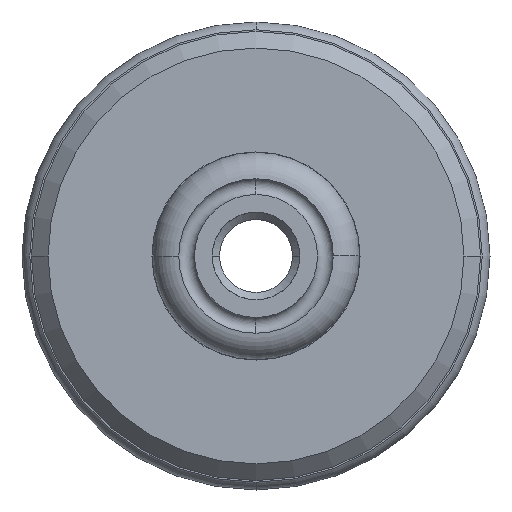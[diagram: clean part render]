
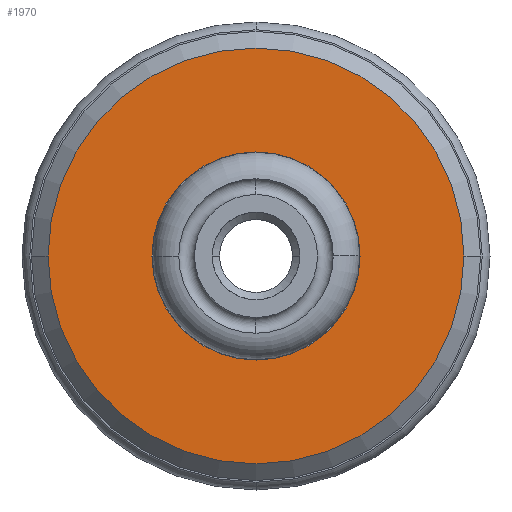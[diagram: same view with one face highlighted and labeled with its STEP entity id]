
A CAD part, left-side view. The second image highlights one B-rep face of the part: STEP entity #1970.
In plain terms, the highlighted planar face has unit normal (-1, 0, 0).
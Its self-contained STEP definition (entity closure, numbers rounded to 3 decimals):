
#908=CARTESIAN_POINT('',(-14.16,0.,0.));
#909=DIRECTION('',(-1.,0.,0.));
#910=DIRECTION('',(0.,-1.,0.));
#911=AXIS2_PLACEMENT_3D('',#908,#909,#910);
#913=CARTESIAN_POINT('',(-14.16,0.,0.));
#914=DIRECTION('',(-1.,0.,0.));
#915=DIRECTION('',(0.,1.,0.));
#916=AXIS2_PLACEMENT_3D('',#913,#914,#915);
#918=CARTESIAN_POINT('',(-14.16,0.,0.));
#919=DIRECTION('',(1.,0.,0.));
#920=DIRECTION('',(0.,1.,0.));
#921=AXIS2_PLACEMENT_3D('',#918,#919,#920);
#923=CARTESIAN_POINT('',(-14.16,0.,0.));
#924=DIRECTION('',(1.,0.,0.));
#925=DIRECTION('',(0.,-1.,0.));
#926=AXIS2_PLACEMENT_3D('',#923,#924,#925);
#1010=CARTESIAN_POINT('',(-14.16,-9.513,0.));
#1011=CARTESIAN_POINT('',(-14.16,9.513,0.));
#1012=VERTEX_POINT('',#1010);
#1013=VERTEX_POINT('',#1011);
#1098=CARTESIAN_POINT('',(-14.16,4.76,0.));
#1099=CARTESIAN_POINT('',(-14.16,-4.76,0.));
#1100=VERTEX_POINT('',#1098);
#1101=VERTEX_POINT('',#1099);
#1954=CARTESIAN_POINT('',(-14.16,0.,0.));
#1955=DIRECTION('',(-1.,0.,0.));
#1956=DIRECTION('',(0.,1.,0.));
#1957=AXIS2_PLACEMENT_3D('',#1954,#1955,#1956);
#1958=PLANE('',#1957);
#1960=ORIENTED_EDGE('',*,*,#1959,.F.);
#1961=ORIENTED_EDGE('',*,*,#1944,.F.);
#1962=EDGE_LOOP('',(#1960,#1961));
#1963=FACE_OUTER_BOUND('',#1962,.F.);
#1965=ORIENTED_EDGE('',*,*,#1964,.F.);
#1967=ORIENTED_EDGE('',*,*,#1966,.F.);
#1968=EDGE_LOOP('',(#1965,#1967));
#1969=FACE_BOUND('',#1968,.F.);
#912=CIRCLE('',#911,9.513);
#917=CIRCLE('',#916,9.513);
#922=CIRCLE('',#921,4.76);
#927=CIRCLE('',#926,4.76);
#1944=EDGE_CURVE('',#1013,#1012,#917,.T.);
#1959=EDGE_CURVE('',#1012,#1013,#912,.T.);
#1964=EDGE_CURVE('',#1100,#1101,#922,.T.);
#1966=EDGE_CURVE('',#1101,#1100,#927,.T.);
#1970=ADVANCED_FACE('',(#1963,#1969),#1958,.T.);
